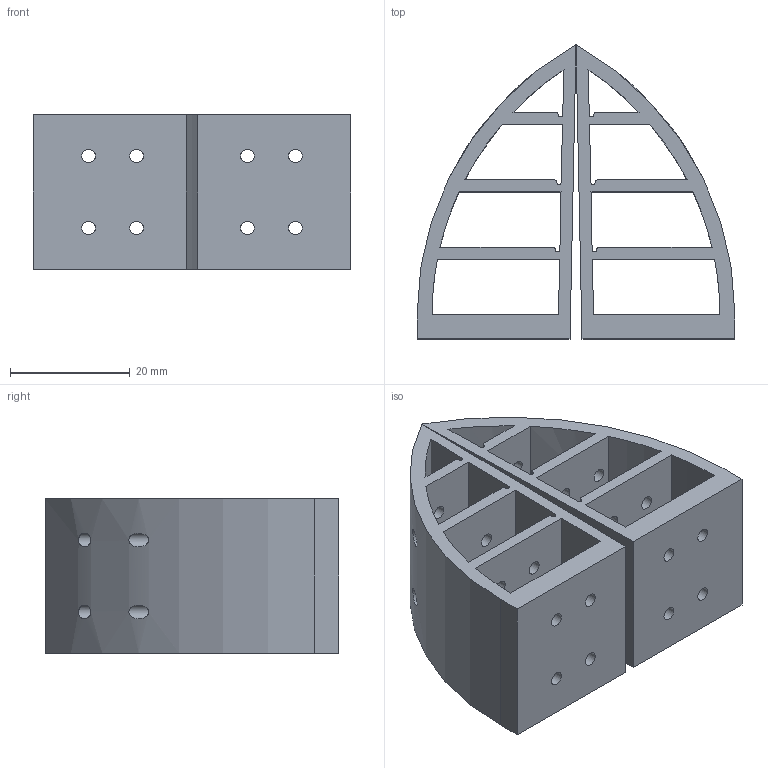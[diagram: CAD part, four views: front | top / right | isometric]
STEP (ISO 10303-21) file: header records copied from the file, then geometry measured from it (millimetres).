
FILE_DESCRIPTION(/* description */ ('','CAx-IF Rec.Pracs.---Representation and Presentation of Product Manufacturing Information (PMI)---4.0---2014-10-13'),/* implementation_level */ '2;1');
FILE_NAME(/* name */ 'fingers.step',/* time_stamp */ '2025-03-22T20:58:05-05:00',/* author */ (''),/* organization */ (''),/* preprocessor_version */ 'ST-DEVELOPER v20',/* originating_system */ 'Autodesk Translation Framework v13.20.0.188',/* authorisation */ '');
FILE_SCHEMA (('AP242_MANAGED_MODEL_BASED_3D_ENGINEERING_MIM_LF { 1 0 10303 442 1 1 4 }'));
Length unit declared in the file: millimetre
Products named in the file (1): Fingers
Bounding box: 53 x 49 x 25.7 mm (x, y, z)
Volume: 20465.4 mm3; surface area: 18769.3 mm2
Topology: 2 solids, 2 shells, 102 faces, 294 edges, 196 vertices
Faces by surface type: cylinder 64, plane 38
Full cylindrical faces by diameter (mm): 2.3 x36
Entity records: 4154 total; most frequent: CARTESIAN_POINT 1185, DIRECTION 596, ORIENTED_EDGE 588, EDGE_CURVE 294, AXIS2_PLACEMENT_3D 215, VERTEX_POINT 196, EDGE_LOOP 190, LINE 166
